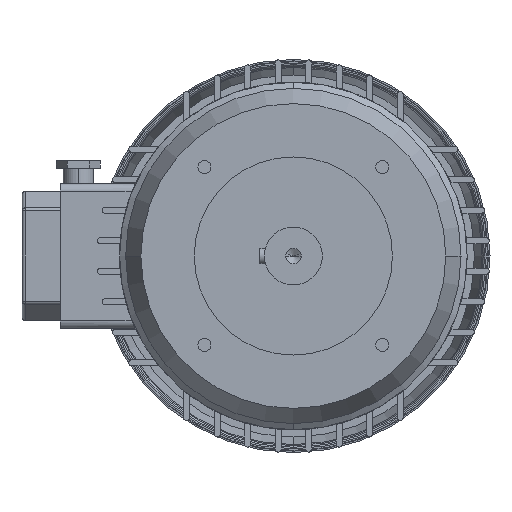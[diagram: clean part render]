
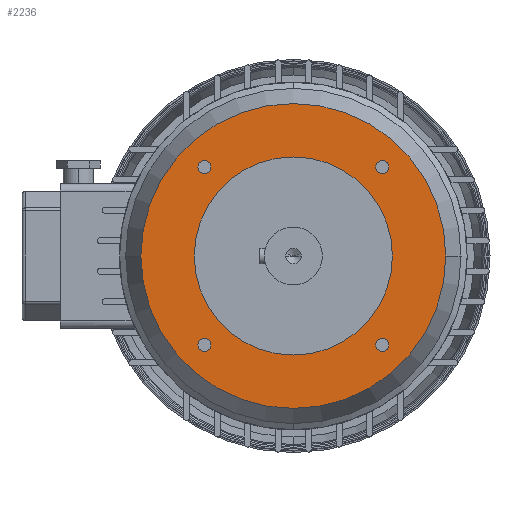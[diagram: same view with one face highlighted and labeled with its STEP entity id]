
A CAD part, left-side view. The second image highlights one B-rep face of the part: STEP entity #2236.
In plain terms, the highlighted face is planar.
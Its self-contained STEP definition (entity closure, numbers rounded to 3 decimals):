
#2024 = VERTEX_POINT ( 'NONE', #10319 ) ;
#2072 = EDGE_CURVE ( 'NONE', #2073, #2024, #10478, .T. ) ;
#2073 = VERTEX_POINT ( 'NONE', #10456 ) ;
#2150 = EDGE_CURVE ( 'NONE', #2151, #2221, #10664, .T. ) ;
#2151 = VERTEX_POINT ( 'NONE', #10660 ) ;
#2220 = VERTEX_POINT ( 'NONE', #10796 ) ;
#2221 = VERTEX_POINT ( 'NONE', #10795 ) ;
#2223 = EDGE_CURVE ( 'NONE', #2224, #2220, #10794, .T. ) ;
#2224 = VERTEX_POINT ( 'NONE', #10789 ) ;
#2228 = EDGE_LOOP ( 'NONE', ( #2279, #2288 ) ) ;
#2229 = ORIENTED_EDGE ( 'NONE', *, *, #2072, .F. ) ;
#2231 = EDGE_LOOP ( 'NONE', ( #2237, #2238 ) ) ;
#2232 = EDGE_CURVE ( 'NONE', #2024, #2073, #10779, .T. ) ;
#2236 = ADVANCED_FACE ( 'NONE', ( #10774, #10773, #10772, #10770, #10769, #10768 ), #10767, .F. ) ;
#2237 = ORIENTED_EDGE ( 'NONE', *, *, #2150, .T. ) ;
#2238 = ORIENTED_EDGE ( 'NONE', *, *, #2239, .T. ) ;
#2239 = EDGE_CURVE ( 'NONE', #2221, #2151, #10826, .T. ) ;
#2240 = EDGE_LOOP ( 'NONE', ( #2241, #2242 ) ) ;
#2241 = ORIENTED_EDGE ( 'NONE', *, *, #2223, .T. ) ;
#2242 = ORIENTED_EDGE ( 'NONE', *, *, #2243, .T. ) ;
#2243 = EDGE_CURVE ( 'NONE', #2220, #2224, #10821, .T. ) ;
#2244 = EDGE_LOOP ( 'NONE', ( #2245, #2295 ) ) ;
#2245 = ORIENTED_EDGE ( 'NONE', *, *, #6952, .T. ) ;
#2278 = EDGE_LOOP ( 'NONE', ( #2286, #2290 ) ) ;
#2279 = ORIENTED_EDGE ( 'NONE', *, *, #2294, .T. ) ;
#2284 = EDGE_CURVE ( 'NONE', #6959, #6962, #10869, .T. ) ;
#2285 = EDGE_CURVE ( 'NONE', #7033, #7011, #10865, .T. ) ;
#2286 = ORIENTED_EDGE ( 'NONE', *, *, #6961, .T. ) ;
#2288 = ORIENTED_EDGE ( 'NONE', *, *, #7075, .T. ) ;
#2290 = ORIENTED_EDGE ( 'NONE', *, *, #2284, .T. ) ;
#2293 = ORIENTED_EDGE ( 'NONE', *, *, #2232, .F. ) ;
#2294 = EDGE_CURVE ( 'NONE', #6999, #6996, #10912, .T. ) ;
#2295 = ORIENTED_EDGE ( 'NONE', *, *, #2285, .T. ) ;
#2301 = EDGE_LOOP ( 'NONE', ( #2229, #2293 ) ) ;
#6952 = EDGE_CURVE ( 'NONE', #7011, #7033, #18710, .T. ) ;
#6959 = VERTEX_POINT ( 'NONE', #18753 ) ;
#6961 = EDGE_CURVE ( 'NONE', #6962, #6959, #18751, .T. ) ;
#6962 = VERTEX_POINT ( 'NONE', #18746 ) ;
#6996 = VERTEX_POINT ( 'NONE', #18782 ) ;
#6999 = VERTEX_POINT ( 'NONE', #18835 ) ;
#7011 = VERTEX_POINT ( 'NONE', #18855 ) ;
#7033 = VERTEX_POINT ( 'NONE', #18871 ) ;
#7075 = EDGE_CURVE ( 'NONE', #6996, #6999, #18937, .T. ) ;
#10319 = CARTESIAN_POINT ( 'NONE',  ( 0., 19.5, -65. ) ) ;
#10456 = CARTESIAN_POINT ( 'NONE',  ( 0., 19.5, 65. ) ) ;
#10457 = DIRECTION ( 'NONE',  ( 0., 0., 1. ) ) ;
#10458 = DIRECTION ( 'NONE',  ( 0., 1., 0. ) ) ;
#10476 = CARTESIAN_POINT ( 'NONE',  ( 0., 19.5, 0. ) ) ;
#10477 = AXIS2_PLACEMENT_3D ( 'NONE', #10476, #10458, #10457 ) ;
#10478 = CIRCLE ( 'NONE', #10477, 65. ) ;
#10618 = CARTESIAN_POINT ( 'NONE',  ( 58.336, 19.5, -58.336 ) ) ;
#10660 = CARTESIAN_POINT ( 'NONE',  ( 58.336, 19.5, -54.086 ) ) ;
#10661 = DIRECTION ( 'NONE',  ( 0., 0., -1. ) ) ;
#10662 = DIRECTION ( 'NONE',  ( 0., -1., 0. ) ) ;
#10663 = AXIS2_PLACEMENT_3D ( 'NONE', #10618, #10662, #10661 ) ;
#10664 = CIRCLE ( 'NONE', #10663, 4.25 ) ;
#10761 = DIRECTION ( 'NONE',  ( 0., 0., -1. ) ) ;
#10762 = DIRECTION ( 'NONE',  ( 0., -1., 0. ) ) ;
#10763 = CARTESIAN_POINT ( 'NONE',  ( 0., 19.5, -65. ) ) ;
#10766 = AXIS2_PLACEMENT_3D ( 'NONE', #10763, #10762, #10761 ) ;
#10767 = PLANE ( 'NONE',  #10766 ) ;
#10768 = FACE_OUTER_BOUND ( 'NONE', #2228, .T. ) ;
#10769 = FACE_BOUND ( 'NONE', #2301, .T. ) ;
#10770 = FACE_BOUND ( 'NONE', #2278, .T. ) ;
#10772 = FACE_BOUND ( 'NONE', #2244, .T. ) ;
#10773 = FACE_BOUND ( 'NONE', #2240, .T. ) ;
#10774 = FACE_BOUND ( 'NONE', #2231, .T. ) ;
#10775 = DIRECTION ( 'NONE',  ( 0., 0., 1. ) ) ;
#10776 = DIRECTION ( 'NONE',  ( 0., 1., 0. ) ) ;
#10777 = CARTESIAN_POINT ( 'NONE',  ( 0., 19.5, 0. ) ) ;
#10778 = AXIS2_PLACEMENT_3D ( 'NONE', #10777, #10776, #10775 ) ;
#10779 = CIRCLE ( 'NONE', #10778, 65. ) ;
#10789 = CARTESIAN_POINT ( 'NONE',  ( -58.336, 19.5, -54.086 ) ) ;
#10790 = DIRECTION ( 'NONE',  ( 0., 0., -1. ) ) ;
#10791 = DIRECTION ( 'NONE',  ( 0., -1., 0. ) ) ;
#10792 = CARTESIAN_POINT ( 'NONE',  ( -58.336, 19.5, -58.336 ) ) ;
#10793 = AXIS2_PLACEMENT_3D ( 'NONE', #10792, #10791, #10790 ) ;
#10794 = CIRCLE ( 'NONE', #10793, 4.25 ) ;
#10795 = CARTESIAN_POINT ( 'NONE',  ( 58.336, 19.5, -62.586 ) ) ;
#10796 = CARTESIAN_POINT ( 'NONE',  ( -58.336, 19.5, -62.586 ) ) ;
#10817 = DIRECTION ( 'NONE',  ( 0., 0., -1. ) ) ;
#10818 = DIRECTION ( 'NONE',  ( 0., -1., 0. ) ) ;
#10819 = CARTESIAN_POINT ( 'NONE',  ( -58.336, 19.5, -58.336 ) ) ;
#10820 = AXIS2_PLACEMENT_3D ( 'NONE', #10819, #10818, #10817 ) ;
#10821 = CIRCLE ( 'NONE', #10820, 4.25 ) ;
#10822 = DIRECTION ( 'NONE',  ( 0., 0., -1. ) ) ;
#10823 = DIRECTION ( 'NONE',  ( 0., -1., 0. ) ) ;
#10824 = CARTESIAN_POINT ( 'NONE',  ( 58.336, 19.5, -58.336 ) ) ;
#10825 = AXIS2_PLACEMENT_3D ( 'NONE', #10824, #10823, #10822 ) ;
#10826 = CIRCLE ( 'NONE', #10825, 4.25 ) ;
#10861 = DIRECTION ( 'NONE',  ( 0., 0., -1. ) ) ;
#10862 = DIRECTION ( 'NONE',  ( 0., -1., 0. ) ) ;
#10863 = CARTESIAN_POINT ( 'NONE',  ( -58.336, 19.5, 58.336 ) ) ;
#10864 = AXIS2_PLACEMENT_3D ( 'NONE', #10863, #10862, #10861 ) ;
#10865 = CIRCLE ( 'NONE', #10864, 4.25 ) ;
#10866 = DIRECTION ( 'NONE',  ( 0., 0., -1. ) ) ;
#10867 = DIRECTION ( 'NONE',  ( 0., -1., 0. ) ) ;
#10868 = AXIS2_PLACEMENT_3D ( 'NONE', #10875, #10867, #10866 ) ;
#10869 = CIRCLE ( 'NONE', #10868, 4.25 ) ;
#10875 = CARTESIAN_POINT ( 'NONE',  ( 58.336, 19.5, 58.336 ) ) ;
#10908 = DIRECTION ( 'NONE',  ( 0., 0., 1. ) ) ;
#10909 = DIRECTION ( 'NONE',  ( 0., 1., 0. ) ) ;
#10910 = CARTESIAN_POINT ( 'NONE',  ( 0., 19.5, 0. ) ) ;
#10911 = AXIS2_PLACEMENT_3D ( 'NONE', #10910, #10909, #10908 ) ;
#10912 = CIRCLE ( 'NONE', #10911, 100. ) ;
#18707 = DIRECTION ( 'NONE',  ( 0., 0., -1. ) ) ;
#18708 = DIRECTION ( 'NONE',  ( 0., -1., 0. ) ) ;
#18709 = AXIS2_PLACEMENT_3D ( 'NONE', #18714, #18708, #18707 ) ;
#18710 = CIRCLE ( 'NONE', #18709, 4.25 ) ;
#18714 = CARTESIAN_POINT ( 'NONE',  ( -58.336, 19.5, 58.336 ) ) ;
#18746 = CARTESIAN_POINT ( 'NONE',  ( 58.336, 19.5, 62.586 ) ) ;
#18747 = DIRECTION ( 'NONE',  ( 0., 0., -1. ) ) ;
#18748 = DIRECTION ( 'NONE',  ( 0., -1., 0. ) ) ;
#18749 = CARTESIAN_POINT ( 'NONE',  ( 58.336, 19.5, 58.336 ) ) ;
#18750 = AXIS2_PLACEMENT_3D ( 'NONE', #18749, #18748, #18747 ) ;
#18751 = CIRCLE ( 'NONE', #18750, 4.25 ) ;
#18753 = CARTESIAN_POINT ( 'NONE',  ( 58.336, 19.5, 54.086 ) ) ;
#18782 = CARTESIAN_POINT ( 'NONE',  ( 0., 19.5, 100. ) ) ;
#18835 = CARTESIAN_POINT ( 'NONE',  ( 0., 19.5, -100. ) ) ;
#18855 = CARTESIAN_POINT ( 'NONE',  ( -58.336, 19.5, 62.586 ) ) ;
#18871 = CARTESIAN_POINT ( 'NONE',  ( -58.336, 19.5, 54.086 ) ) ;
#18933 = DIRECTION ( 'NONE',  ( 0., 0., 1. ) ) ;
#18934 = DIRECTION ( 'NONE',  ( 0., 1., 0. ) ) ;
#18935 = CARTESIAN_POINT ( 'NONE',  ( 0., 19.5, 0. ) ) ;
#18936 = AXIS2_PLACEMENT_3D ( 'NONE', #18935, #18934, #18933 ) ;
#18937 = CIRCLE ( 'NONE', #18936, 100. ) ;
